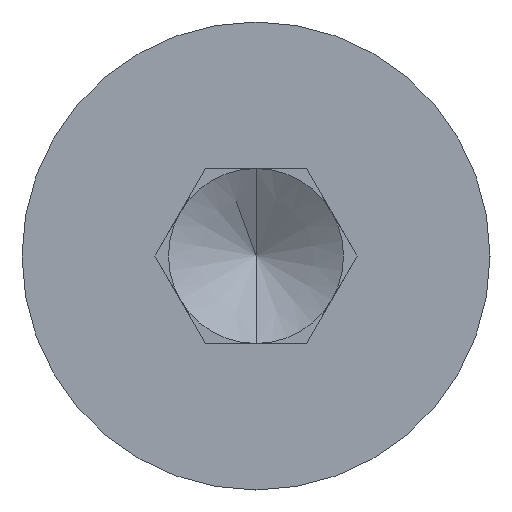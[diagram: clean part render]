
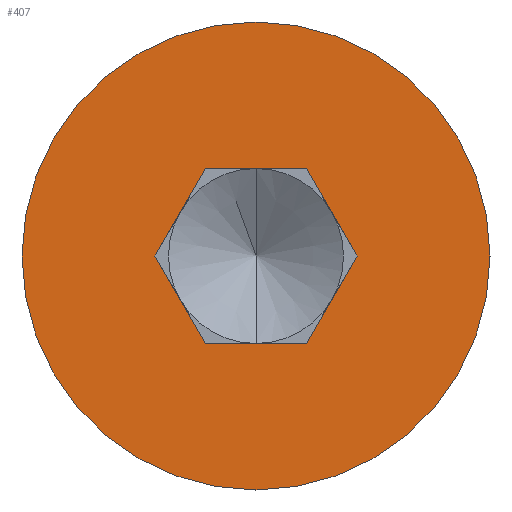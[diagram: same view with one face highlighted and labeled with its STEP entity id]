
A CAD part, left-side view. The second image highlights one B-rep face of the part: STEP entity #407.
In plain terms, the highlighted planar face has unit normal (-1, 0, 0).
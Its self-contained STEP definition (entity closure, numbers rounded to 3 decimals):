
#11 = ORIENTED_EDGE ( 'NONE', *, *, #2764, .T. ) ;
#121 = CARTESIAN_POINT ( 'NONE',  ( 0., -1.155, 0. ) ) ;
#223 = VERTEX_POINT ( 'NONE', #515 ) ;
#272 = DIRECTION ( 'NONE',  ( 0., 0., 1. ) ) ;
#328 = ORIENTED_EDGE ( 'NONE', *, *, #1276, .T. ) ;
#371 = AXIS2_PLACEMENT_3D ( 'NONE', #2340, #1264, #272 ) ;
#374 = DIRECTION ( 'NONE',  ( 0., -0.5, -0.866 ) ) ;
#407 = ADVANCED_FACE ( 'NONE', ( #2255, #3566 ), #2907, .T. ) ;
#442 = EDGE_LOOP ( 'NONE', ( #1829, #11, #328, #3333, #3223, #1267 ) ) ;
#485 = CARTESIAN_POINT ( 'NONE',  ( 0., 0., 2.675 ) ) ;
#497 = EDGE_LOOP ( 'NONE', ( #3368, #1411 ) ) ;
#515 = CARTESIAN_POINT ( 'NONE',  ( 0., -1.155, 0. ) ) ;
#582 = EDGE_CURVE ( 'NONE', #1847, #2808, #2420, .T. ) ;
#770 = CARTESIAN_POINT ( 'NONE',  ( 0., 1.155, 0. ) ) ;
#935 = EDGE_CURVE ( 'NONE', #4027, #223, #4315, .T. ) ;
#1005 = AXIS2_PLACEMENT_3D ( 'NONE', #1028, #3007, #2718 ) ;
#1006 = CARTESIAN_POINT ( 'NONE',  ( 0., 0., 0. ) ) ;
#1028 = CARTESIAN_POINT ( 'NONE',  ( 0., 0., 0. ) ) ;
#1175 = CARTESIAN_POINT ( 'NONE',  ( 0., 0.577, -1. ) ) ;
#1264 = DIRECTION ( 'NONE',  ( -1., 0., 0. ) ) ;
#1267 = ORIENTED_EDGE ( 'NONE', *, *, #4153, .T. ) ;
#1276 = EDGE_CURVE ( 'NONE', #1764, #1958, #2405, .T. ) ;
#1298 = CARTESIAN_POINT ( 'NONE',  ( 0., 0.577, 1. ) ) ;
#1338 = CARTESIAN_POINT ( 'NONE',  ( 0., 0., -2.675 ) ) ;
#1411 = ORIENTED_EDGE ( 'NONE', *, *, #2598, .T. ) ;
#1440 = DIRECTION ( 'NONE',  ( 0., 1., 0. ) ) ;
#1563 = LINE ( 'NONE', #2462, #3883 ) ;
#1679 = CIRCLE ( 'NONE', #3274, 2.675 ) ;
#1684 = DIRECTION ( 'NONE',  ( 0., -0.5, 0.866 ) ) ;
#1687 = VECTOR ( 'NONE', #2262, 1000. ) ;
#1764 = VERTEX_POINT ( 'NONE', #3730 ) ;
#1820 = LINE ( 'NONE', #121, #3058 ) ;
#1829 = ORIENTED_EDGE ( 'NONE', *, *, #935, .T. ) ;
#1847 = VERTEX_POINT ( 'NONE', #3502 ) ;
#1864 = CARTESIAN_POINT ( 'NONE',  ( 0., 0.577, 1. ) ) ;
#1958 = VERTEX_POINT ( 'NONE', #1175 ) ;
#2225 = EDGE_CURVE ( 'NONE', #3665, #4231, #3570, .T. ) ;
#2255 = FACE_OUTER_BOUND ( 'NONE', #497, .T. ) ;
#2262 = DIRECTION ( 'NONE',  ( 0., -1., 0. ) ) ;
#2340 = CARTESIAN_POINT ( 'NONE',  ( 0., 0., 0. ) ) ;
#2405 = LINE ( 'NONE', #2425, #3299 ) ;
#2420 = LINE ( 'NONE', #770, #4131 ) ;
#2425 = CARTESIAN_POINT ( 'NONE',  ( 0., -0.577, -1. ) ) ;
#2462 = CARTESIAN_POINT ( 'NONE',  ( 0., 0.577, -1. ) ) ;
#2533 = VECTOR ( 'NONE', #374, 1000. ) ;
#2598 = EDGE_CURVE ( 'NONE', #4231, #3665, #1679, .T. ) ;
#2718 = DIRECTION ( 'NONE',  ( 0., 0., 1. ) ) ;
#2764 = EDGE_CURVE ( 'NONE', #223, #1764, #1820, .T. ) ;
#2808 = VERTEX_POINT ( 'NONE', #1864 ) ;
#2907 = PLANE ( 'NONE',  #371 ) ;
#3005 = CARTESIAN_POINT ( 'NONE',  ( 0., -0.577, 1. ) ) ;
#3007 = DIRECTION ( 'NONE',  ( -1., 0., 0. ) ) ;
#3058 = VECTOR ( 'NONE', #3513, 1000. ) ;
#3223 = ORIENTED_EDGE ( 'NONE', *, *, #582, .T. ) ;
#3274 = AXIS2_PLACEMENT_3D ( 'NONE', #1006, #4023, #4312 ) ;
#3299 = VECTOR ( 'NONE', #1440, 1000. ) ;
#3333 = ORIENTED_EDGE ( 'NONE', *, *, #3789, .T. ) ;
#3368 = ORIENTED_EDGE ( 'NONE', *, *, #2225, .T. ) ;
#3502 = CARTESIAN_POINT ( 'NONE',  ( 0., 1.155, 0. ) ) ;
#3513 = DIRECTION ( 'NONE',  ( 0., 0.5, -0.866 ) ) ;
#3560 = DIRECTION ( 'NONE',  ( 0., 0.5, 0.866 ) ) ;
#3566 = FACE_BOUND ( 'NONE', #442, .T. ) ;
#3570 = CIRCLE ( 'NONE', #1005, 2.675 ) ;
#3665 = VERTEX_POINT ( 'NONE', #485 ) ;
#3730 = CARTESIAN_POINT ( 'NONE',  ( 0., -0.577, -1. ) ) ;
#3789 = EDGE_CURVE ( 'NONE', #1958, #1847, #1563, .T. ) ;
#3883 = VECTOR ( 'NONE', #3560, 1000. ) ;
#4023 = DIRECTION ( 'NONE',  ( -1., 0., 0. ) ) ;
#4027 = VERTEX_POINT ( 'NONE', #4137 ) ;
#4131 = VECTOR ( 'NONE', #1684, 1000. ) ;
#4137 = CARTESIAN_POINT ( 'NONE',  ( 0., -0.577, 1. ) ) ;
#4153 = EDGE_CURVE ( 'NONE', #2808, #4027, #4268, .T. ) ;
#4231 = VERTEX_POINT ( 'NONE', #1338 ) ;
#4268 = LINE ( 'NONE', #1298, #1687 ) ;
#4312 = DIRECTION ( 'NONE',  ( 0., 0., 1. ) ) ;
#4315 = LINE ( 'NONE', #3005, #2533 ) ;
